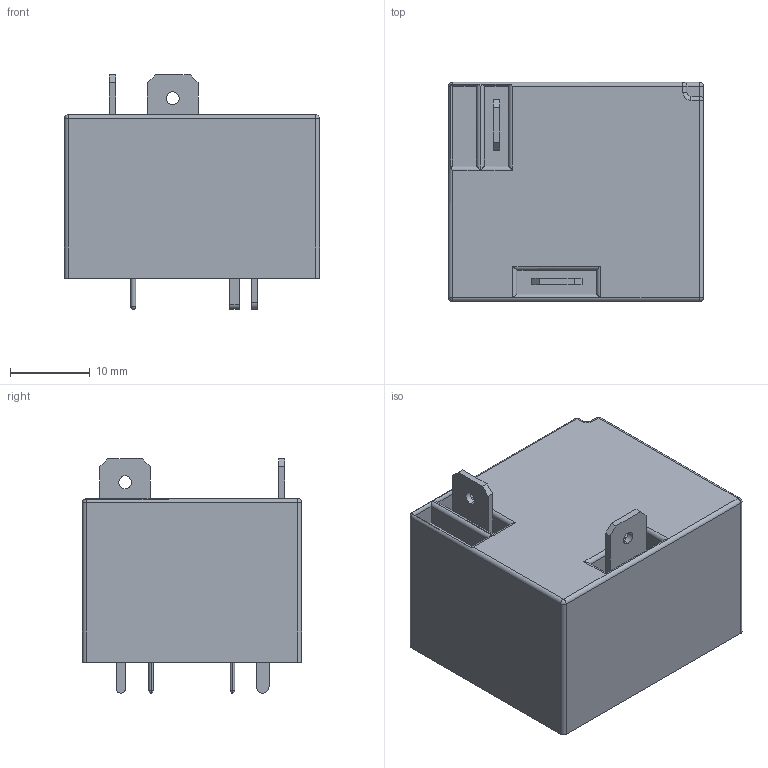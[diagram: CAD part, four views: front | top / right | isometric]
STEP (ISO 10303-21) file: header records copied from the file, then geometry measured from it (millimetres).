
FILE_DESCRIPTION (( 'STEP AP214' ), '1' );
FILE_NAME ('RELAY-TH_RA2-105LM.step', '2022-07-09T14:02:38', ( '' ), ( '' ), 'SwSTEP 2.0', 'SolidWorks 2020', '' );
FILE_SCHEMA (( 'AUTOMOTIVE_DESIGN' ));
Length unit declared in the file: millimetre
Products named in the file (1): RELAY-TH_RA2-105LM
Bounding box: 32 x 27.51 x 29.4 mm (x, y, z)
Volume: 17832.9 mm3; surface area: 4674.5 mm2
Topology: 12 solids, 12 shells, 386 faces, 1008 edges, 655 vertices
Faces by surface type: plane 226, bspline 112, cylinder 37, sphere 10, torus 1
Entity records: 16516 total; most frequent: CARTESIAN_POINT 4202, ORIENTED_EDGE 1988, DIRECTION 1345, EDGE_CURVE 994, LINE 693, VECTOR 693, VERTEX_POINT 651, EDGE_LOOP 413
